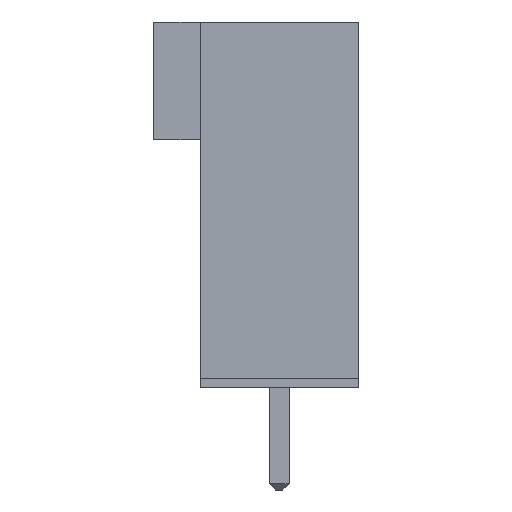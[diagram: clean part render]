
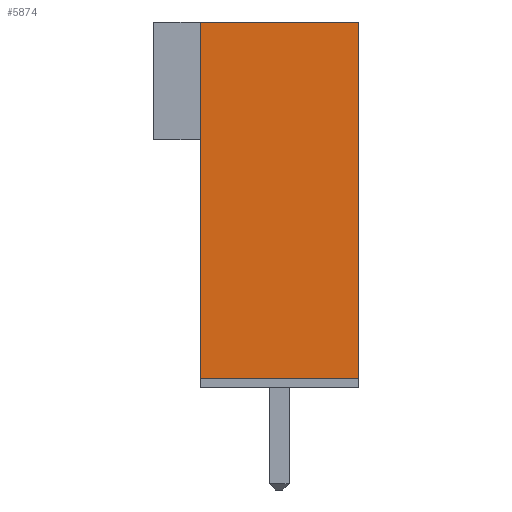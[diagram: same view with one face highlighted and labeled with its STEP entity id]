
A CAD part, left-side view. The second image highlights one B-rep face of the part: STEP entity #5874.
In plain terms, the highlighted planar face has unit normal (-1, 0, 0).
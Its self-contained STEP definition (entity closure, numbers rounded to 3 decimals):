
#51 = VECTOR ( 'NONE', #4599, 1000. ) ;
#620 = EDGE_CURVE ( 'NONE', #6454, #1483, #2867, .T. ) ;
#718 = CARTESIAN_POINT ( 'NONE',  ( -10.165, 2.55, 11.8 ) ) ;
#845 = EDGE_CURVE ( 'NONE', #1321, #2920, #4069, .T. ) ;
#898 = VECTOR ( 'NONE', #3943, 1000. ) ;
#1142 = LINE ( 'NONE', #4080, #51 ) ;
#1186 = ORIENTED_EDGE ( 'NONE', *, *, #3419, .F. ) ;
#1209 = CARTESIAN_POINT ( 'NONE',  ( -10.165, 2.55, 11.8 ) ) ;
#1321 = VERTEX_POINT ( 'NONE', #2390 ) ;
#1348 = AXIS2_PLACEMENT_3D ( 'NONE', #718, #2397, #2333 ) ;
#1483 = VERTEX_POINT ( 'NONE', #6809 ) ;
#2012 = FACE_OUTER_BOUND ( 'NONE', #4485, .T. ) ;
#2333 = DIRECTION ( 'NONE',  ( 0., 0., -1. ) ) ;
#2390 = CARTESIAN_POINT ( 'NONE',  ( -10.165, -2.55, 0.3 ) ) ;
#2397 = DIRECTION ( 'NONE',  ( 1., 0., 0. ) ) ;
#2467 = VECTOR ( 'NONE', #4737, 1000. ) ;
#2867 = LINE ( 'NONE', #5568, #3543 ) ;
#2908 = DIRECTION ( 'NONE',  ( 0., 0., 1. ) ) ;
#2920 = VERTEX_POINT ( 'NONE', #6112 ) ;
#3410 = ORIENTED_EDGE ( 'NONE', *, *, #845, .T. ) ;
#3419 = EDGE_CURVE ( 'NONE', #1483, #2920, #3589, .T. ) ;
#3543 = VECTOR ( 'NONE', #2908, 1000. ) ;
#3589 = LINE ( 'NONE', #1209, #898 ) ;
#3943 = DIRECTION ( 'NONE',  ( 0., -1., 0. ) ) ;
#3991 = PLANE ( 'NONE',  #1348 ) ;
#4042 = ORIENTED_EDGE ( 'NONE', *, *, #620, .F. ) ;
#4069 = LINE ( 'NONE', #4165, #2467 ) ;
#4080 = CARTESIAN_POINT ( 'NONE',  ( -10.165, 2.55, 0.3 ) ) ;
#4165 = CARTESIAN_POINT ( 'NONE',  ( -10.165, -2.55, 11.8 ) ) ;
#4485 = EDGE_LOOP ( 'NONE', ( #3410, #1186, #4042, #6221 ) ) ;
#4537 = CARTESIAN_POINT ( 'NONE',  ( -10.165, 2.55, 0.3 ) ) ;
#4599 = DIRECTION ( 'NONE',  ( 0., -1., 0. ) ) ;
#4737 = DIRECTION ( 'NONE',  ( 0., 0., 1. ) ) ;
#5568 = CARTESIAN_POINT ( 'NONE',  ( -10.165, 2.55, 11.8 ) ) ;
#5874 = ADVANCED_FACE ( 'NONE', ( #2012 ), #3991, .F. ) ;
#6112 = CARTESIAN_POINT ( 'NONE',  ( -10.165, -2.55, 11.8 ) ) ;
#6140 = EDGE_CURVE ( 'NONE', #6454, #1321, #1142, .T. ) ;
#6221 = ORIENTED_EDGE ( 'NONE', *, *, #6140, .T. ) ;
#6454 = VERTEX_POINT ( 'NONE', #4537 ) ;
#6809 = CARTESIAN_POINT ( 'NONE',  ( -10.165, 2.55, 11.8 ) ) ;
